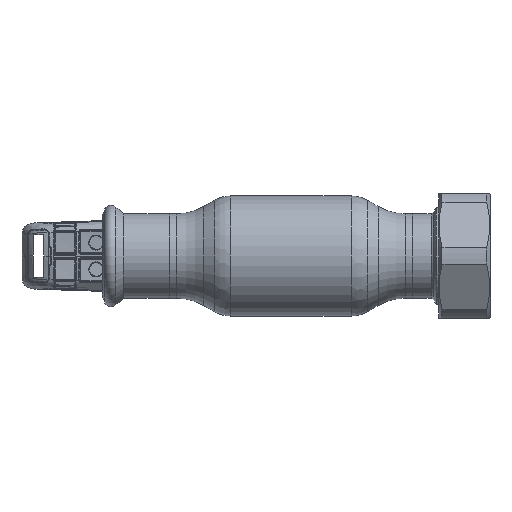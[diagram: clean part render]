
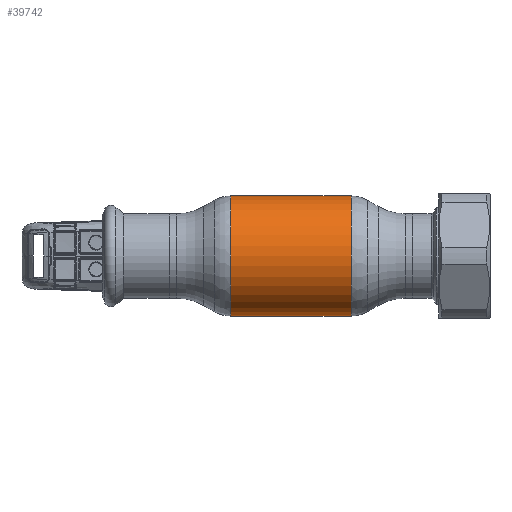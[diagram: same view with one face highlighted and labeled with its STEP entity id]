
A CAD part, front view. The second image highlights one B-rep face of the part: STEP entity #39742.
In plain terms, the highlighted cylindrical face has radius 22.25 mm (diameter 44.5 mm), a partial arc.
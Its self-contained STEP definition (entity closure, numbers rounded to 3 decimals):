
#3749 = CIRCLE ( 'NONE', #18771, 22.25 ) ;
#5324 = CARTESIAN_POINT ( 'NONE',  ( -22.285, 0., -22.25 ) ) ;
#5495 = CARTESIAN_POINT ( 'NONE',  ( 22.285, 0., -22.25 ) ) ;
#8736 = AXIS2_PLACEMENT_3D ( 'NONE', #27478, #23074, #47435 ) ;
#11433 = EDGE_LOOP ( 'NONE', ( #26958, #32997, #59423, #52872 ) ) ;
#11862 = VECTOR ( 'NONE', #18748, 1000. ) ;
#14672 = CYLINDRICAL_SURFACE ( 'NONE', #8736, 22.25 ) ;
#15578 = DIRECTION ( 'NONE',  ( -1., 0., 0. ) ) ;
#16278 = DIRECTION ( 'NONE',  ( 0., 0., 1. ) ) ;
#17797 = EDGE_CURVE ( 'NONE', #50651, #36033, #20191, .T. ) ;
#18748 = DIRECTION ( 'NONE',  ( -1., 0., 0. ) ) ;
#18771 = AXIS2_PLACEMENT_3D ( 'NONE', #20038, #15578, #24865 ) ;
#20038 = CARTESIAN_POINT ( 'NONE',  ( -22.285, 0., 0. ) ) ;
#20191 = LINE ( 'NONE', #47329, #11862 ) ;
#23074 = DIRECTION ( 'NONE',  ( -1., 0., 0. ) ) ;
#24865 = DIRECTION ( 'NONE',  ( 0., 0., 1. ) ) ;
#25200 = FACE_OUTER_BOUND ( 'NONE', #11433, .T. ) ;
#26181 = CARTESIAN_POINT ( 'NONE',  ( 22.285, 0., 0. ) ) ;
#26392 = DIRECTION ( 'NONE',  ( -1., 0., 0. ) ) ;
#26958 = ORIENTED_EDGE ( 'NONE', *, *, #17797, .F. ) ;
#27395 = EDGE_CURVE ( 'NONE', #50651, #51744, #46286, .T. ) ;
#27478 = CARTESIAN_POINT ( 'NONE',  ( -62.69, 0., 0. ) ) ;
#30093 = EDGE_CURVE ( 'NONE', #51744, #37801, #49678, .T. ) ;
#30415 = CARTESIAN_POINT ( 'NONE',  ( -22.285, 0., 22.25 ) ) ;
#31446 = DIRECTION ( 'NONE',  ( -1., 0., 0. ) ) ;
#32997 = ORIENTED_EDGE ( 'NONE', *, *, #27395, .T. ) ;
#36033 = VERTEX_POINT ( 'NONE', #5324 ) ;
#37612 = AXIS2_PLACEMENT_3D ( 'NONE', #26181, #26392, #16278 ) ;
#37801 = VERTEX_POINT ( 'NONE', #30415 ) ;
#39742 = ADVANCED_FACE ( 'NONE', ( #25200 ), #14672, .T. ) ;
#46286 = CIRCLE ( 'NONE', #37612, 22.25 ) ;
#47329 = CARTESIAN_POINT ( 'NONE',  ( -62.69, 0., -22.25 ) ) ;
#47435 = DIRECTION ( 'NONE',  ( 0., 0., 1. ) ) ;
#49678 = LINE ( 'NONE', #55991, #60217 ) ;
#50651 = VERTEX_POINT ( 'NONE', #5495 ) ;
#51744 = VERTEX_POINT ( 'NONE', #53822 ) ;
#52872 = ORIENTED_EDGE ( 'NONE', *, *, #59451, .F. ) ;
#53822 = CARTESIAN_POINT ( 'NONE',  ( 22.285, 0., 22.25 ) ) ;
#55991 = CARTESIAN_POINT ( 'NONE',  ( -62.69, 0., 22.25 ) ) ;
#59423 = ORIENTED_EDGE ( 'NONE', *, *, #30093, .T. ) ;
#59451 = EDGE_CURVE ( 'NONE', #36033, #37801, #3749, .T. ) ;
#60217 = VECTOR ( 'NONE', #31446, 1000. ) ;
